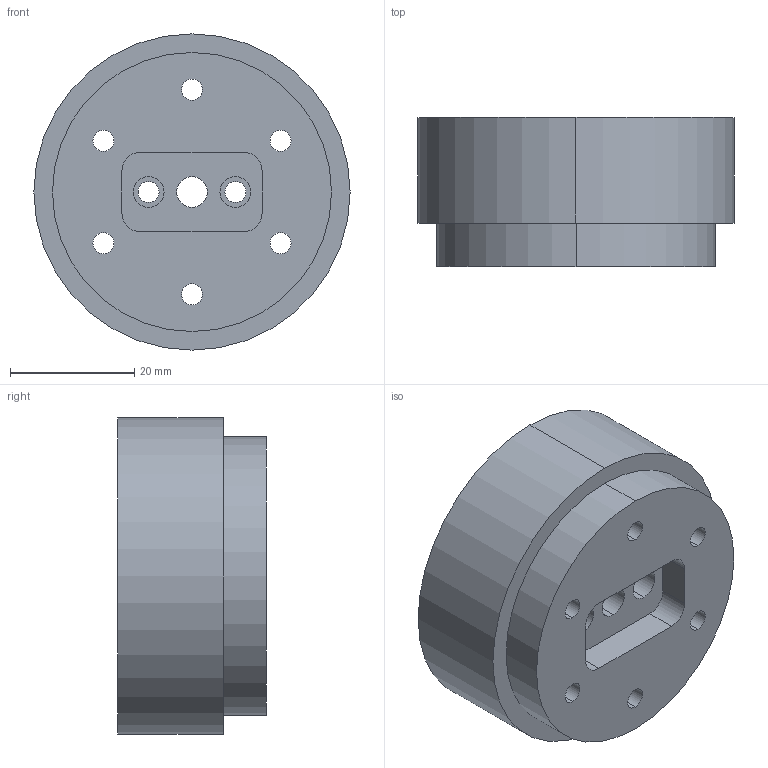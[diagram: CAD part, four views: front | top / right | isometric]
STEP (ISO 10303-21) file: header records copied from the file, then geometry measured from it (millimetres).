
FILE_DESCRIPTION (( 'STEP AP214' ), '1' );
FILE_NAME ('Mirror3D printed part .STEP', '2023-12-11T13:49:49', ( '' ), ( '' ), 'SwSTEP 2.0', 'SolidWorks 2023', '' );
FILE_SCHEMA (( 'AUTOMOTIVE_DESIGN' ));
Length unit declared in the file: millimetre
Products named in the file (1): Mirror3D printed part 
Bounding box: 51 x 24 x 51 mm (x, y, z)
Volume: 37980.2 mm3; surface area: 11029.5 mm2
Topology: 1 solids, 1 shells, 79 faces, 180 edges, 120 vertices
Faces by surface type: cylinder 56, plane 23
Entity records: 2345 total; most frequent: DIRECTION 452, CARTESIAN_POINT 380, ORIENTED_EDGE 360, AXIS2_PLACEMENT_3D 192, EDGE_CURVE 180, VERTEX_POINT 120, EDGE_LOOP 114, CIRCLE 112
